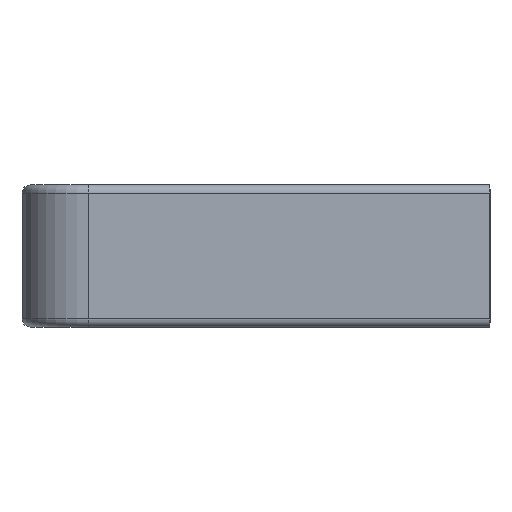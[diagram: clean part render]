
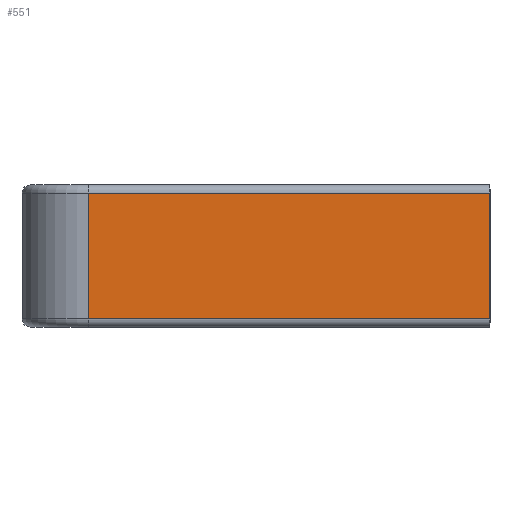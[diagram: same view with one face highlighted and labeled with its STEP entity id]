
A CAD part, left-side view. The second image highlights one B-rep face of the part: STEP entity #551.
In plain terms, the highlighted planar face has unit normal (-1, 0, 0).
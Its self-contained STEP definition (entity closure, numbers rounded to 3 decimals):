
#32=PLANE('',#635);
#73=FACE_OUTER_BOUND('',#107,.T.);
#107=EDGE_LOOP('',(#481,#482,#483,#484));
#125=LINE('',#884,#165);
#145=LINE('',#978,#185);
#152=LINE('',#994,#192);
#153=LINE('',#997,#193);
#165=VECTOR('',#705,10.);
#185=VECTOR('',#779,10.);
#192=VECTOR('',#796,10.);
#193=VECTOR('',#801,10.);
#254=VERTEX_POINT('',#881);
#255=VERTEX_POINT('',#883);
#278=VERTEX_POINT('',#973);
#282=VERTEX_POINT('',#993);
#310=EDGE_CURVE('',#255,#254,#125,.T.);
#347=EDGE_CURVE('',#255,#278,#145,.T.);
#355=EDGE_CURVE('',#278,#282,#152,.T.);
#357=EDGE_CURVE('',#282,#254,#153,.T.);
#481=ORIENTED_EDGE('',*,*,#347,.F.);
#482=ORIENTED_EDGE('',*,*,#310,.T.);
#483=ORIENTED_EDGE('',*,*,#357,.F.);
#484=ORIENTED_EDGE('',*,*,#355,.F.);
#551=ADVANCED_FACE('',(#73),#32,.T.);
#635=AXIS2_PLACEMENT_3D('',#996,#799,#800);
#705=DIRECTION('',(0.,0.,1.));
#779=DIRECTION('',(0.,1.,0.));
#796=DIRECTION('',(0.,0.,1.));
#799=DIRECTION('center_axis',(-1.,0.,0.));
#800=DIRECTION('ref_axis',(0.,-1.,0.));
#801=DIRECTION('',(0.,-1.,0.));
#881=CARTESIAN_POINT('',(-84.,0.,8.));
#883=CARTESIAN_POINT('',(-84.,0.,0.5));
#884=CARTESIAN_POINT('',(-84.,0.,0.));
#973=CARTESIAN_POINT('',(-84.,24.,0.5));
#978=CARTESIAN_POINT('',(-84.,24.115,0.5));
#993=CARTESIAN_POINT('',(-84.,24.,8.));
#994=CARTESIAN_POINT('',(-84.,24.,0.));
#996=CARTESIAN_POINT('Origin',(-84.,28.,0.));
#997=CARTESIAN_POINT('',(-84.,24.115,8.));
